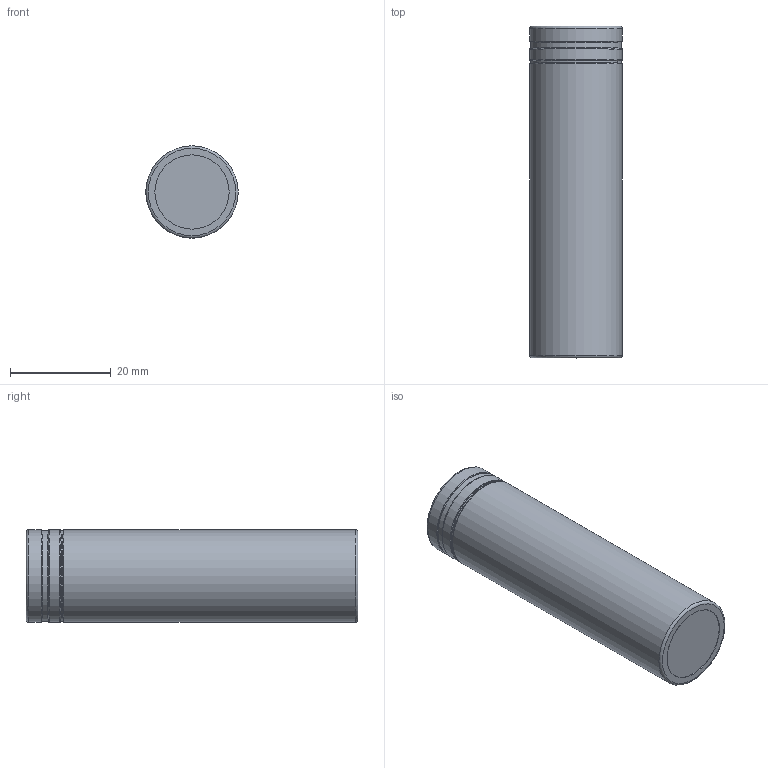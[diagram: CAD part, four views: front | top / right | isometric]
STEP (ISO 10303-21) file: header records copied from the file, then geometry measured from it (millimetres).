
FILE_DESCRIPTION(/* description */ (''),/* implementation_level */ '2;1');
FILE_NAME(/* name */ '3a3f8cee-90db-4615-942a-a49fcaa87110.stp',/* time_stamp */ '2020-02-22T19:29:05+00:00',/* author */ (''),/* organization */ (''),/* preprocessor_version */ 'ST-DEVELOPER v18',/* originating_system */ 'Autodesk Translation Framework v8.12.0.6',/* authorisation */ '');
FILE_SCHEMA (('AUTOMOTIVE_DESIGN { 1 0 10303 214 3 1 1 }'));
Length unit declared in the file: millimetre
Products named in the file (2): 18650 Cell; 18650 Cell_1
Assembly tree (1 placements, depth 2):
  18650 Cell
    18650 Cell_1
Bounding box: 18.33 x 65.85 x 18.33 mm (x, y, z)
Volume: 17320 mm3; surface area: 4344.7 mm2
Topology: 1 solids, 1 shells, 26 faces, 68 edges, 48 vertices
Faces by surface type: torus 11, cylinder 9, plane 6
Full cylindrical faces by diameter (mm): 9.209 x1, 10.634 x1, 13.569 x1, 14.731 x1, 18.057 x1, 18.06 x1, 18.33 x3
Entity records: 962 total; most frequent: DIRECTION 185, CARTESIAN_POINT 145, ORIENTED_EDGE 136, AXIS2_PLACEMENT_3D 88, EDGE_CURVE 68, CIRCLE 59, VERTEX_POINT 48, EDGE_LOOP 30
